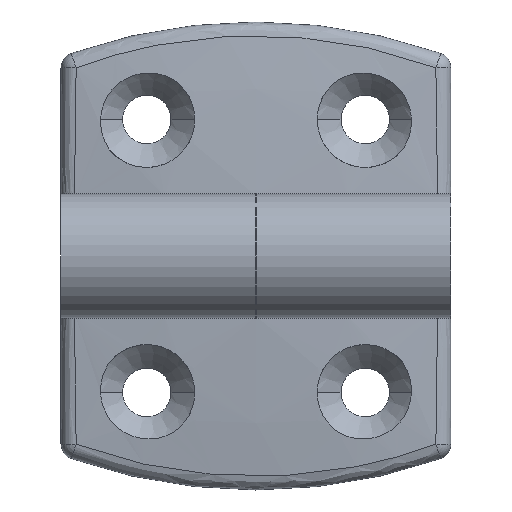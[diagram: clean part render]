
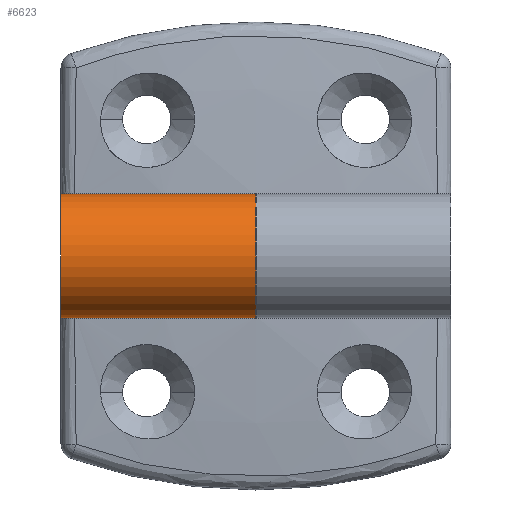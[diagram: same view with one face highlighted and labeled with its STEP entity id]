
A CAD part, front view. The second image highlights one B-rep face of the part: STEP entity #6623.
In plain terms, the highlighted cylindrical face has radius 8 mm (diameter 16 mm), a partial arc.
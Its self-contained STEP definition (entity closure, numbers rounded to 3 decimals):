
#4723 = PLANE('',#4724);
#4724 = AXIS2_PLACEMENT_3D('',#4725,#4726,#4727);
#4725 = CARTESIAN_POINT('',(0.,-8.001,60.));
#4726 = DIRECTION('',(1.,0.,0.));
#4727 = DIRECTION('',(0.,0.,-1.));
#6303 = CYLINDRICAL_SURFACE('',#6304,8.);
#6304 = AXIS2_PLACEMENT_3D('',#6305,#6306,#6307);
#6305 = CARTESIAN_POINT('',(47.627,0.,55.));
#6306 = DIRECTION('',(-1.,-0.,-0.));
#6307 = DIRECTION('',(0.,0.,-1.));
#6542 = VERTEX_POINT('',#6543);
#6543 = CARTESIAN_POINT('',(-25.,0.,63.));
#6558 = PLANE('',#6559);
#6559 = AXIS2_PLACEMENT_3D('',#6560,#6561,#6562);
#6560 = CARTESIAN_POINT('',(-25.,4.,25.));
#6561 = DIRECTION('',(-1.,-0.,-0.));
#6562 = DIRECTION('',(-0.,0.,1.));
#6570 = EDGE_CURVE('',#6571,#6542,#6573,.T.);
#6571 = VERTEX_POINT('',#6572);
#6572 = CARTESIAN_POINT('',(0.,0.,
    63.));
#6573 = SURFACE_CURVE('',#6574,(#6578,#6585),.PCURVE_S1.);
#6574 = LINE('',#6575,#6576);
#6575 = CARTESIAN_POINT('',(47.627,0.,63.));
#6576 = VECTOR('',#6577,1.);
#6577 = DIRECTION('',(-1.,-0.,-0.));
#6578 = PCURVE('',#6303,#6579);
#6579 = DEFINITIONAL_REPRESENTATION('',(#6580),#6584);
#6580 = LINE('',#6581,#6582);
#6581 = CARTESIAN_POINT('',(3.142,0.));
#6582 = VECTOR('',#6583,1.);
#6583 = DIRECTION('',(-0.,1.));
#6584 = ( GEOMETRIC_REPRESENTATION_CONTEXT(2) 
PARAMETRIC_REPRESENTATION_CONTEXT() REPRESENTATION_CONTEXT('2D SPACE',''
  ) );
#6585 = PCURVE('',#6586,#6591);
#6586 = CYLINDRICAL_SURFACE('',#6587,8.);
#6587 = AXIS2_PLACEMENT_3D('',#6588,#6589,#6590);
#6588 = CARTESIAN_POINT('',(47.627,0.,55.));
#6589 = DIRECTION('',(-1.,-0.,-0.));
#6590 = DIRECTION('',(0.,0.,-1.));
#6591 = DEFINITIONAL_REPRESENTATION('',(#6592),#6596);
#6592 = LINE('',#6593,#6594);
#6593 = CARTESIAN_POINT('',(3.142,0.));
#6594 = VECTOR('',#6595,1.);
#6595 = DIRECTION('',(-0.,1.));
#6596 = ( GEOMETRIC_REPRESENTATION_CONTEXT(2) 
PARAMETRIC_REPRESENTATION_CONTEXT() REPRESENTATION_CONTEXT('2D SPACE',''
  ) );
#6623 = ADVANCED_FACE('',(#6624),#6586,.T.);
#6624 = FACE_BOUND('',#6625,.T.);
#6625 = EDGE_LOOP('',(#6626,#6650,#6678,#6704));
#6626 = ORIENTED_EDGE('',*,*,#6627,.F.);
#6627 = EDGE_CURVE('',#6628,#6542,#6630,.T.);
#6628 = VERTEX_POINT('',#6629);
#6629 = CARTESIAN_POINT('',(-25.,0.,47.));
#6630 = SURFACE_CURVE('',#6631,(#6636,#6643),.PCURVE_S1.);
#6631 = CIRCLE('',#6632,8.);
#6632 = AXIS2_PLACEMENT_3D('',#6633,#6634,#6635);
#6633 = CARTESIAN_POINT('',(-25.,0.,55.));
#6634 = DIRECTION('',(-1.,0.,0.));
#6635 = DIRECTION('',(0.,0.,-1.));
#6636 = PCURVE('',#6586,#6637);
#6637 = DEFINITIONAL_REPRESENTATION('',(#6638),#6642);
#6638 = LINE('',#6639,#6640);
#6639 = CARTESIAN_POINT('',(0.,72.627));
#6640 = VECTOR('',#6641,1.);
#6641 = DIRECTION('',(1.,-0.));
#6642 = ( GEOMETRIC_REPRESENTATION_CONTEXT(2) 
PARAMETRIC_REPRESENTATION_CONTEXT() REPRESENTATION_CONTEXT('2D SPACE',''
  ) );
#6643 = PCURVE('',#6558,#6644);
#6644 = DEFINITIONAL_REPRESENTATION('',(#6645),#6649);
#6645 = CIRCLE('',#6646,8.);
#6646 = AXIS2_PLACEMENT_2D('',#6647,#6648);
#6647 = CARTESIAN_POINT('',(30.,-4.));
#6648 = DIRECTION('',(-1.,0.));
#6649 = ( GEOMETRIC_REPRESENTATION_CONTEXT(2) 
PARAMETRIC_REPRESENTATION_CONTEXT() REPRESENTATION_CONTEXT('2D SPACE',''
  ) );
#6650 = ORIENTED_EDGE('',*,*,#6651,.F.);
#6651 = EDGE_CURVE('',#6652,#6628,#6654,.T.);
#6652 = VERTEX_POINT('',#6653);
#6653 = CARTESIAN_POINT('',(0.,0.,
    47.));
#6654 = SURFACE_CURVE('',#6655,(#6659,#6666),.PCURVE_S1.);
#6655 = LINE('',#6656,#6657);
#6656 = CARTESIAN_POINT('',(47.627,0.,47.));
#6657 = VECTOR('',#6658,1.);
#6658 = DIRECTION('',(-1.,-0.,-0.));
#6659 = PCURVE('',#6586,#6660);
#6660 = DEFINITIONAL_REPRESENTATION('',(#6661),#6665);
#6661 = LINE('',#6662,#6663);
#6662 = CARTESIAN_POINT('',(0.,0.));
#6663 = VECTOR('',#6664,1.);
#6664 = DIRECTION('',(-0.,1.));
#6665 = ( GEOMETRIC_REPRESENTATION_CONTEXT(2) 
PARAMETRIC_REPRESENTATION_CONTEXT() REPRESENTATION_CONTEXT('2D SPACE',''
  ) );
#6666 = PCURVE('',#6667,#6672);
#6667 = CYLINDRICAL_SURFACE('',#6668,8.);
#6668 = AXIS2_PLACEMENT_3D('',#6669,#6670,#6671);
#6669 = CARTESIAN_POINT('',(47.627,0.,55.));
#6670 = DIRECTION('',(-1.,-0.,-0.));
#6671 = DIRECTION('',(0.,0.,-1.));
#6672 = DEFINITIONAL_REPRESENTATION('',(#6673),#6677);
#6673 = LINE('',#6674,#6675);
#6674 = CARTESIAN_POINT('',(6.283,0.));
#6675 = VECTOR('',#6676,1.);
#6676 = DIRECTION('',(-0.,1.));
#6677 = ( GEOMETRIC_REPRESENTATION_CONTEXT(2) 
PARAMETRIC_REPRESENTATION_CONTEXT() REPRESENTATION_CONTEXT('2D SPACE',''
  ) );
#6678 = ORIENTED_EDGE('',*,*,#6679,.T.);
#6679 = EDGE_CURVE('',#6652,#6571,#6680,.T.);
#6680 = SURFACE_CURVE('',#6681,(#6686,#6693),.PCURVE_S1.);
#6681 = CIRCLE('',#6682,8.);
#6682 = AXIS2_PLACEMENT_3D('',#6683,#6684,#6685);
#6683 = CARTESIAN_POINT('',(0.,0.,55.)
  );
#6684 = DIRECTION('',(-1.,0.,0.));
#6685 = DIRECTION('',(0.,0.,1.));
#6686 = PCURVE('',#6586,#6687);
#6687 = DEFINITIONAL_REPRESENTATION('',(#6688),#6692);
#6688 = LINE('',#6689,#6690);
#6689 = CARTESIAN_POINT('',(-3.142,47.627));
#6690 = VECTOR('',#6691,1.);
#6691 = DIRECTION('',(1.,-0.));
#6692 = ( GEOMETRIC_REPRESENTATION_CONTEXT(2) 
PARAMETRIC_REPRESENTATION_CONTEXT() REPRESENTATION_CONTEXT('2D SPACE',''
  ) );
#6693 = PCURVE('',#4723,#6694);
#6694 = DEFINITIONAL_REPRESENTATION('',(#6695),#6703);
#6695 = ( BOUNDED_CURVE() B_SPLINE_CURVE(2,(#6696,#6697,#6698,#6699,
#6700,#6701,#6702),.UNSPECIFIED.,.T.,.F.) B_SPLINE_CURVE_WITH_KNOTS((1,2
    ,2,2,2,1),(-2.094,0.,2.094,4.189,
6.283,8.378),.UNSPECIFIED.) CURVE() 
GEOMETRIC_REPRESENTATION_ITEM() RATIONAL_B_SPLINE_CURVE((1.,0.5,1.,0.5,
1.,0.5,1.)) REPRESENTATION_ITEM('') );
#6696 = CARTESIAN_POINT('',(-3.,8.001));
#6697 = CARTESIAN_POINT('',(-3.,21.857));
#6698 = CARTESIAN_POINT('',(9.,14.929));
#6699 = CARTESIAN_POINT('',(21.,8.001));
#6700 = CARTESIAN_POINT('',(9.,1.073));
#6701 = CARTESIAN_POINT('',(-3.,-5.855));
#6702 = CARTESIAN_POINT('',(-3.,8.001));
#6703 = ( GEOMETRIC_REPRESENTATION_CONTEXT(2) 
PARAMETRIC_REPRESENTATION_CONTEXT() REPRESENTATION_CONTEXT('2D SPACE',''
  ) );
#6704 = ORIENTED_EDGE('',*,*,#6570,.T.);
